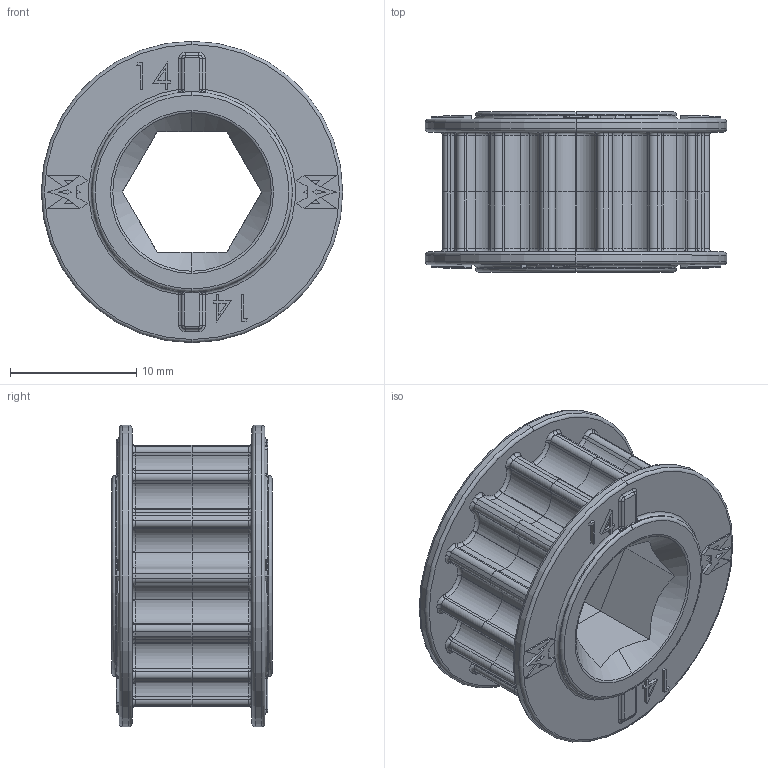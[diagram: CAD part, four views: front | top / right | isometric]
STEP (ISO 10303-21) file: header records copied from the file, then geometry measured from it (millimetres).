
FILE_DESCRIPTION (( 'STEP AP214' ), '1' );
FILE_NAME ('am-4960 14 Tooth 5mm HTD 0375 Hex Pulley (9mm wide).STEP', '2023-07-27T19:46:33', ( '' ), ( '' ), 'SwSTEP 2.0', 'SolidWorks 2022', '' );
FILE_SCHEMA (( 'AUTOMOTIVE_DESIGN' ));
Length unit declared in the file: inch
Products named in the file (2): am-4960_half 14 Tooth 5mm HTD 0375 Hex Pulley Half; am-4960 14 Tooth 5mm HTD 0375 Hex Pulley (9mm wide)
Assembly tree (2 placements, depth 2):
  am-4960 14 Tooth 5mm HTD 0375 Hex Pulley (9mm wide)
    am-4960_half 14 Tooth 5mm HTD 0375 Hex Pulley Half  x2
Bounding box: 23.88 x 12.7 x 23.88 mm (x, y, z)
Volume: 2670.4 mm3; surface area: 2994.3 mm2
Topology: 2 solids, 2 shells, 880 faces, 2186 edges, 1328 vertices
Faces by surface type: cylinder 308, plane 264, torus 258, bspline 22, cone 20, sphere 8
Entity records: 13482 total; most frequent: CARTESIAN_POINT 2642, DIRECTION 2491, ORIENTED_EDGE 2172, EDGE_CURVE 1086, AXIS2_PLACEMENT_3D 1005, VERTEX_POINT 664, CIRCLE 571, VECTOR 481
